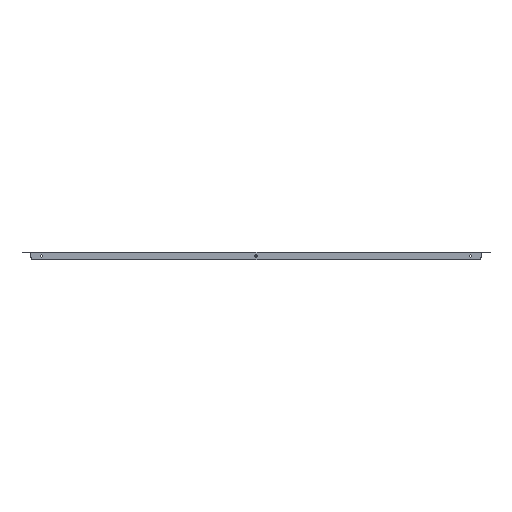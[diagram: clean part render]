
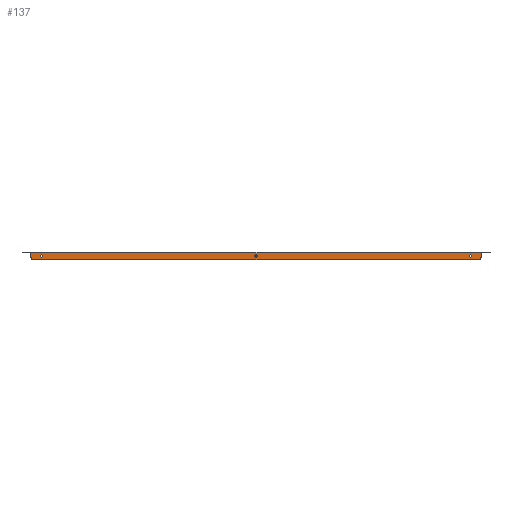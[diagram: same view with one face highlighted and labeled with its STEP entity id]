
A CAD part, front view. The second image highlights one B-rep face of the part: STEP entity #137.
In plain terms, the highlighted planar face has unit normal (0, -1, 0).
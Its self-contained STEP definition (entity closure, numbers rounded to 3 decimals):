
#31 = DIRECTION ( 'NONE',  ( 0., 0., 1. ) ) ;
#63 = CARTESIAN_POINT ( 'NONE',  ( -406.25, -99.8, -7.5 ) ) ;
#137 = ADVANCED_FACE ( 'NONE', ( #612, #1499, #1320, #550 ), #345, .F. ) ;
#153 = DIRECTION ( 'NONE',  ( 0., 0., 1. ) ) ;
#164 = CARTESIAN_POINT ( 'NONE',  ( -421.25, -99.8, -10. ) ) ;
#172 = LINE ( 'NONE', #230, #1515 ) ;
#193 = VERTEX_POINT ( 'NONE', #694 ) ;
#230 = CARTESIAN_POINT ( 'NONE',  ( 0., -99.8, -15. ) ) ;
#303 = CARTESIAN_POINT ( 'NONE',  ( 421.25, -99.8, -10. ) ) ;
#316 = CIRCLE ( 'NONE', #955, 2.1 ) ;
#345 = PLANE ( 'NONE',  #586 ) ;
#363 = CARTESIAN_POINT ( 'NONE',  ( -426.25, -99.8, 0. ) ) ;
#406 = VERTEX_POINT ( 'NONE', #1737 ) ;
#411 = VERTEX_POINT ( 'NONE', #739 ) ;
#427 = CIRCLE ( 'NONE', #563, 5. ) ;
#437 = DIRECTION ( 'NONE',  ( 0., -1., 0. ) ) ;
#438 = EDGE_CURVE ( 'NONE', #1451, #1451, #316, .T. ) ;
#494 = CARTESIAN_POINT ( 'NONE',  ( 0., -99.8, 0. ) ) ;
#500 = ORIENTED_EDGE ( 'NONE', *, *, #1844, .F. ) ;
#513 = AXIS2_PLACEMENT_3D ( 'NONE', #63, #1081, #1508 ) ;
#521 = CARTESIAN_POINT ( 'NONE',  ( 0., -99.8, -7.5 ) ) ;
#541 = EDGE_CURVE ( 'NONE', #406, #411, #427, .T. ) ;
#547 = CIRCLE ( 'NONE', #513, 2.1 ) ;
#550 = FACE_OUTER_BOUND ( 'NONE', #1076, .T. ) ;
#554 = EDGE_CURVE ( 'NONE', #1333, #1333, #756, .T. ) ;
#563 = AXIS2_PLACEMENT_3D ( 'NONE', #303, #437, #1608 ) ;
#586 = AXIS2_PLACEMENT_3D ( 'NONE', #494, #1500, #1649 ) ;
#600 = DIRECTION ( 'NONE',  ( 0., 1., 0. ) ) ;
#612 = FACE_BOUND ( 'NONE', #1374, .T. ) ;
#666 = CARTESIAN_POINT ( 'NONE',  ( 426.25, -99.8, -0.919 ) ) ;
#694 = CARTESIAN_POINT ( 'NONE',  ( -426.25, -99.8, -10. ) ) ;
#728 = CARTESIAN_POINT ( 'NONE',  ( -421.25, -99.8, -15. ) ) ;
#739 = CARTESIAN_POINT ( 'NONE',  ( 426.25, -99.8, -10. ) ) ;
#752 = LINE ( 'NONE', #363, #1221 ) ;
#756 = CIRCLE ( 'NONE', #1498, 2.1 ) ;
#774 = AXIS2_PLACEMENT_3D ( 'NONE', #164, #1190, #31 ) ;
#814 = DIRECTION ( 'NONE',  ( 1., 0., 0. ) ) ;
#877 = CARTESIAN_POINT ( 'NONE',  ( 406.25, -99.8, -7.5 ) ) ;
#924 = EDGE_CURVE ( 'NONE', #411, #1800, #1336, .T. ) ;
#955 = AXIS2_PLACEMENT_3D ( 'NONE', #877, #600, #1329 ) ;
#1018 = ORIENTED_EDGE ( 'NONE', *, *, #1282, .T. ) ;
#1037 = CARTESIAN_POINT ( 'NONE',  ( 426.25, -99.8, 0. ) ) ;
#1076 = EDGE_LOOP ( 'NONE', ( #1018, #1620, #1331, #1700, #1664, #500 ) ) ;
#1081 = DIRECTION ( 'NONE',  ( 0., 1., 0. ) ) ;
#1084 = ORIENTED_EDGE ( 'NONE', *, *, #1133, .T. ) ;
#1097 = CARTESIAN_POINT ( 'NONE',  ( -406.25, -99.8, -5.4 ) ) ;
#1099 = DIRECTION ( 'NONE',  ( 0., 0., -1. ) ) ;
#1133 = EDGE_CURVE ( 'NONE', #1789, #1789, #547, .T. ) ;
#1190 = DIRECTION ( 'NONE',  ( 0., -1., 0. ) ) ;
#1197 = ORIENTED_EDGE ( 'NONE', *, *, #554, .T. ) ;
#1221 = VECTOR ( 'NONE', #1099, 1000. ) ;
#1282 = EDGE_CURVE ( 'NONE', #1558, #193, #752, .T. ) ;
#1318 = VECTOR ( 'NONE', #153, 1000. ) ;
#1320 = FACE_BOUND ( 'NONE', #1834, .T. ) ;
#1329 = DIRECTION ( 'NONE',  ( 0., 0., 1. ) ) ;
#1331 = ORIENTED_EDGE ( 'NONE', *, *, #1814, .T. ) ;
#1333 = VERTEX_POINT ( 'NONE', #1845 ) ;
#1336 = LINE ( 'NONE', #1037, #1318 ) ;
#1343 = ORIENTED_EDGE ( 'NONE', *, *, #438, .T. ) ;
#1352 = CIRCLE ( 'NONE', #774, 5. ) ;
#1374 = EDGE_LOOP ( 'NONE', ( #1084 ) ) ;
#1451 = VERTEX_POINT ( 'NONE', #1822 ) ;
#1484 = CARTESIAN_POINT ( 'NONE',  ( -426.25, -99.8, -0.919 ) ) ;
#1498 = AXIS2_PLACEMENT_3D ( 'NONE', #521, #1688, #1830 ) ;
#1499 = FACE_BOUND ( 'NONE', #1740, .T. ) ;
#1500 = DIRECTION ( 'NONE',  ( 0., 1., 0. ) ) ;
#1508 = DIRECTION ( 'NONE',  ( 0., 0., 1. ) ) ;
#1515 = VECTOR ( 'NONE', #814, 1000. ) ;
#1529 = VERTEX_POINT ( 'NONE', #728 ) ;
#1542 = VECTOR ( 'NONE', #1553, 1000. ) ;
#1553 = DIRECTION ( 'NONE',  ( 1., 0., 0. ) ) ;
#1558 = VERTEX_POINT ( 'NONE', #1484 ) ;
#1594 = EDGE_CURVE ( 'NONE', #193, #1529, #1352, .T. ) ;
#1608 = DIRECTION ( 'NONE',  ( 0., 0., 1. ) ) ;
#1620 = ORIENTED_EDGE ( 'NONE', *, *, #1594, .T. ) ;
#1649 = DIRECTION ( 'NONE',  ( 0., 0., 1. ) ) ;
#1664 = ORIENTED_EDGE ( 'NONE', *, *, #924, .T. ) ;
#1688 = DIRECTION ( 'NONE',  ( 0., 1., 0. ) ) ;
#1700 = ORIENTED_EDGE ( 'NONE', *, *, #541, .T. ) ;
#1737 = CARTESIAN_POINT ( 'NONE',  ( 421.25, -99.8, -15. ) ) ;
#1740 = EDGE_LOOP ( 'NONE', ( #1197 ) ) ;
#1770 = LINE ( 'NONE', #1828, #1542 ) ;
#1789 = VERTEX_POINT ( 'NONE', #1097 ) ;
#1800 = VERTEX_POINT ( 'NONE', #666 ) ;
#1814 = EDGE_CURVE ( 'NONE', #1529, #406, #172, .T. ) ;
#1822 = CARTESIAN_POINT ( 'NONE',  ( 406.25, -99.8, -5.4 ) ) ;
#1828 = CARTESIAN_POINT ( 'NONE',  ( -428.796, -99.8, -0.919 ) ) ;
#1830 = DIRECTION ( 'NONE',  ( 0., 0., 1. ) ) ;
#1834 = EDGE_LOOP ( 'NONE', ( #1343 ) ) ;
#1844 = EDGE_CURVE ( 'NONE', #1558, #1800, #1770, .T. ) ;
#1845 = CARTESIAN_POINT ( 'NONE',  ( 0., -99.8, -5.4 ) ) ;
